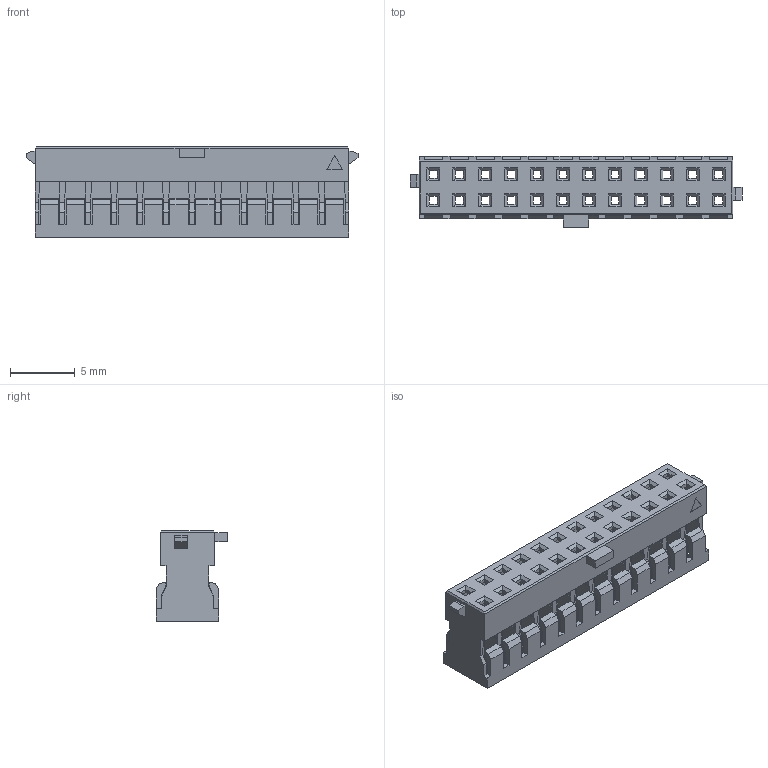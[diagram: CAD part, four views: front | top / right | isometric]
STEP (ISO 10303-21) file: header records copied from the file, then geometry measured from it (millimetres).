
FILE_DESCRIPTION( ('This file contains a STEP AP42 implementation' ,'as created by ZW3D STEP Interface translator.') ,'2;1' );
FILE_NAME( '3121A-2HXXB02.stp' ,'2312 5.163453', (''), ('ZWCAD Software Co.'), 'Version 1.0', 'ZW3D to STEP translator', '' );
FILE_SCHEMA(('AUTOMOTIVE_DESIGN { 1 0 10303 214 1 1 1 1 }'));
Length unit declared in the file: millimetre
Products named in the file (1): 0
Bounding box: 25.6 x 5.5 x 7 mm (x, y, z)
Volume: 339.9 mm3; surface area: 1578.4 mm2
Topology: 1 solids, 1 shells, 917 faces, 2600 edges, 1668 vertices
Faces by surface type: plane 915, bspline 2
Entity records: 29979 total; most frequent: CARTESIAN_POINT 5204, ORIENTED_EDGE 5200, DIRECTION 4428, EDGE_CURVE 2600, VECTOR 2596, LINE 2596, VERTEX_POINT 1668, EDGE_LOOP 996
